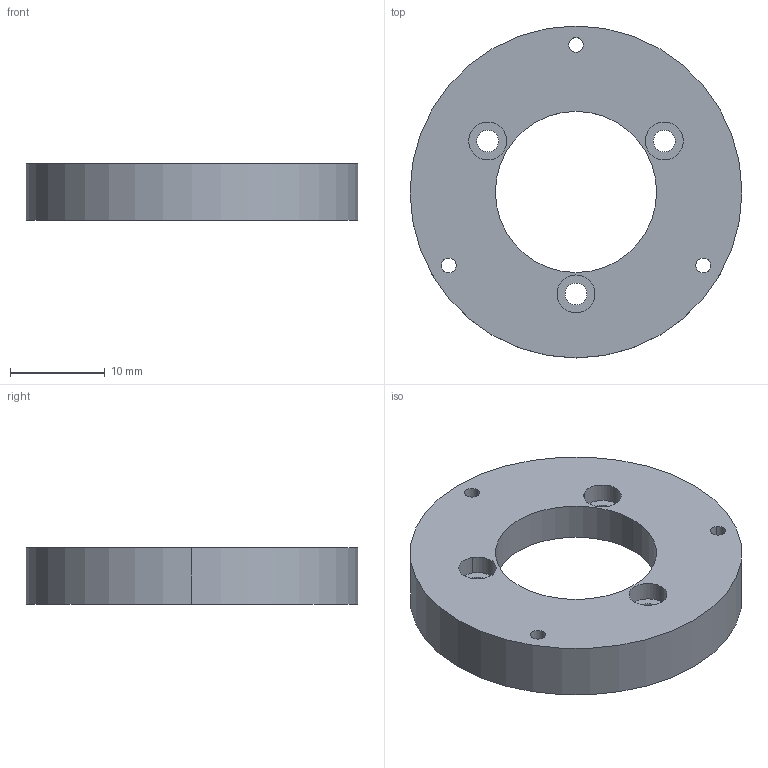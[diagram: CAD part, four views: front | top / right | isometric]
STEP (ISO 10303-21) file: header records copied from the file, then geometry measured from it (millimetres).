
FILE_DESCRIPTION((''),'2;1');
FILE_NAME('中継板ver2.stp','2009-08-17T22:31:17',('ARM'),(''),'Autodesk Inventor 8','Autodesk Inventor 8','');
FILE_SCHEMA(('AUTOMOTIVE_DESIGN { 1 0 10303 214 1 1 1 1 }'));
Length unit declared in the file: millimetre
Products named in the file (1): 中継板ver2
Bounding box: 35 x 35 x 6 mm (x, y, z)
Volume: 3748 mm3; surface area: 2671.5 mm2
Topology: 1 solids, 1 shells, 30 faces, 72 edges, 48 vertices
Faces by surface type: bspline 21, cylinder 6, plane 3
Entity records: 1189 total; most frequent: CARTESIAN_POINT 466, ORIENTED_EDGE 144, DIRECTION 140, EDGE_CURVE 72, AXIS2_PLACEMENT_3D 58, VERTEX_POINT 48, CIRCLE 48, EDGE_LOOP 48
